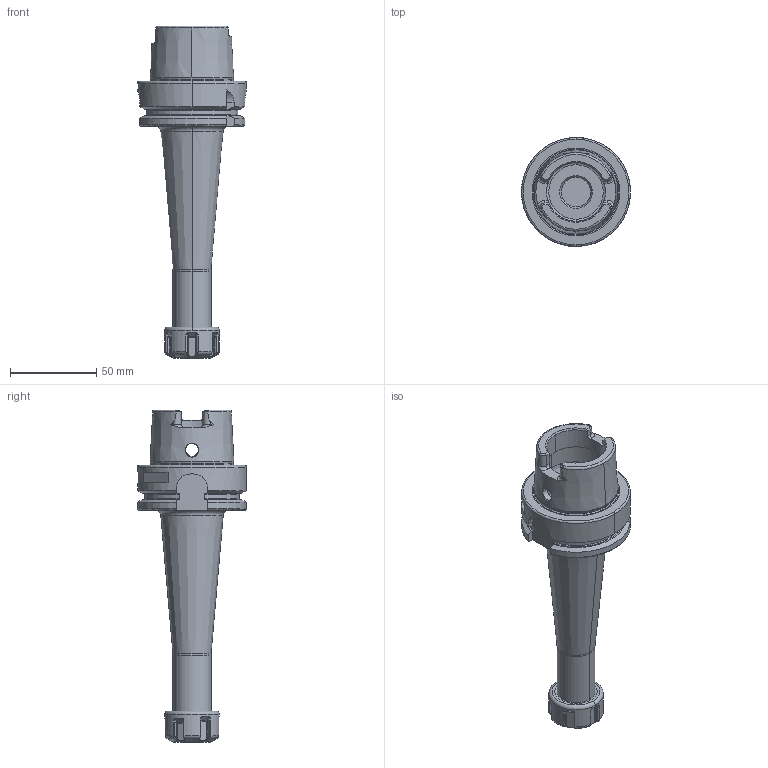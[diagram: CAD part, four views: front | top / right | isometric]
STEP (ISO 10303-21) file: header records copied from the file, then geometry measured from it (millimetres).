
FILE_DESCRIPTION((''),'2;1');
FILE_NAME('A63_02_10','2020-04-13T',('103090'),(''),'CREO PARAMETRIC BY PTC INC, 2015290','CREO PARAMETRIC BY PTC INC, 2015290','');
FILE_SCHEMA(('CONFIG_CONTROL_DESIGN'));
Length unit declared in the file: millimetre
Products named in the file (1): A63_02_10
Bounding box: 63 x 63 x 192 mm (x, y, z)
Volume: 151819.7 mm3; surface area: 38580.8 mm2
Topology: 1 solids, 1 shells, 368 faces, 898 edges, 539 vertices
Faces by surface type: plane 102, cylinder 85, bspline 72, torus 57, cone 40, sphere 12
Entity records: 14233 total; most frequent: CARTESIAN_POINT 6168, ORIENTED_EDGE 1792, DIRECTION 1489, EDGE_CURVE 896, AXIS2_PLACEMENT_3D 576, VERTEX_POINT 539, EDGE_LOOP 381, FACE_OUTER_BOUND 368
